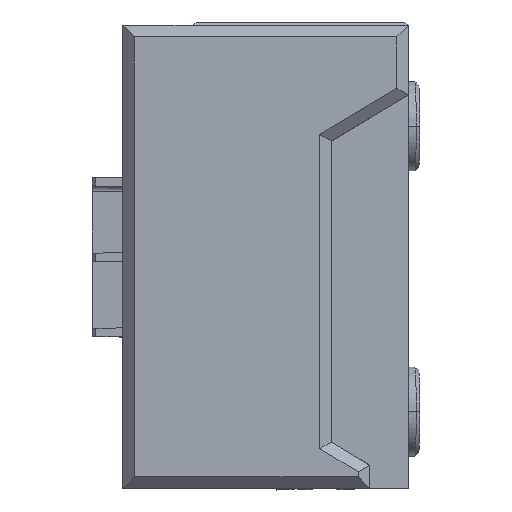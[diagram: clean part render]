
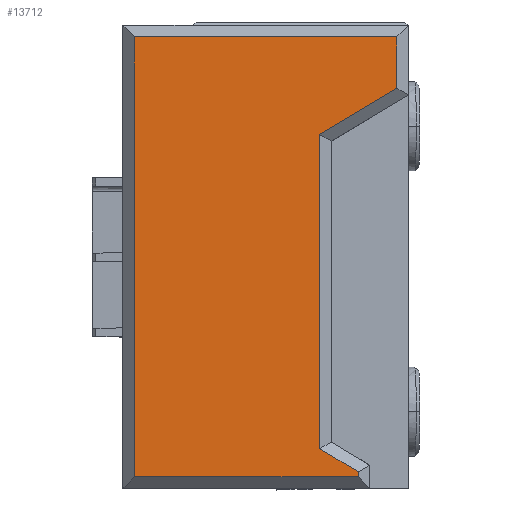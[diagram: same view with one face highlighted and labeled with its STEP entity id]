
A CAD part, top view. The second image highlights one B-rep face of the part: STEP entity #13712.
In plain terms, the highlighted planar face has unit normal (0, 0, 1).
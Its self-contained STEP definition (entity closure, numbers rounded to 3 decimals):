
#84 = LINE ( 'NONE', #5359, #15597 ) ;
#384 = EDGE_LOOP ( 'NONE', ( #10355, #11774, #11691, #11443, #1480, #12936, #3103, #21472 ) ) ;
#1480 = ORIENTED_EDGE ( 'NONE', *, *, #2472, .T. ) ;
#1576 = CARTESIAN_POINT ( 'NONE',  ( 25.5, 45.849, 0. ) ) ;
#2212 = EDGE_CURVE ( 'NONE', #5776, #9545, #84, .T. ) ;
#2352 = EDGE_CURVE ( 'NONE', #16564, #9563, #11225, .T. ) ;
#2472 = EDGE_CURVE ( 'NONE', #18505, #16564, #3034, .T. ) ;
#2712 = CARTESIAN_POINT ( 'NONE',  ( 30.5, 1.5, 0. ) ) ;
#3034 = LINE ( 'NONE', #13632, #7173 ) ;
#3103 = ORIENTED_EDGE ( 'NONE', *, *, #18093, .T. ) ;
#3121 = DIRECTION ( 'NONE',  ( 0., -1., 0. ) ) ;
#3467 = VECTOR ( 'NONE', #18437, 1000. ) ;
#3506 = CARTESIAN_POINT ( 'NONE',  ( 35.5, 58.5, 0. ) ) ;
#3993 = DIRECTION ( 'NONE',  ( 0.857, 0.514, 0. ) ) ;
#4403 = CARTESIAN_POINT ( 'NONE',  ( 32., 1.5, 0. ) ) ;
#4436 = CARTESIAN_POINT ( 'NONE',  ( 25.5, 60., 0. ) ) ;
#4654 = FACE_OUTER_BOUND ( 'NONE', #384, .T. ) ;
#5359 = CARTESIAN_POINT ( 'NONE',  ( 0., 58.5, 0. ) ) ;
#5491 = LINE ( 'NONE', #19849, #21970 ) ;
#5776 = VERTEX_POINT ( 'NONE', #3506 ) ;
#6173 = CARTESIAN_POINT ( 'NONE',  ( 30.5, 60., 0. ) ) ;
#6390 = CARTESIAN_POINT ( 'NONE',  ( 25.5, 5.151, 0. ) ) ;
#6644 = CARTESIAN_POINT ( 'NONE',  ( 1.5, 58.5, 0. ) ) ;
#6957 = DIRECTION ( 'NONE',  ( -0.857, 0.514, 0. ) ) ;
#7173 = VECTOR ( 'NONE', #6957, 1000. ) ;
#7625 = VECTOR ( 'NONE', #11425, 1000. ) ;
#8428 = CARTESIAN_POINT ( 'NONE',  ( 1.5, 60., 0. ) ) ;
#9545 = VERTEX_POINT ( 'NONE', #6644 ) ;
#9563 = VERTEX_POINT ( 'NONE', #1576 ) ;
#10180 = VERTEX_POINT ( 'NONE', #22643 ) ;
#10355 = ORIENTED_EDGE ( 'NONE', *, *, #2212, .T. ) ;
#10938 = VECTOR ( 'NONE', #18348, 1000. ) ;
#11225 = LINE ( 'NONE', #4436, #3467 ) ;
#11425 = DIRECTION ( 'NONE',  ( 1., 0., 0. ) ) ;
#11443 = ORIENTED_EDGE ( 'NONE', *, *, #18180, .T. ) ;
#11680 = DIRECTION ( 'NONE',  ( -1., 0., 0. ) ) ;
#11691 = ORIENTED_EDGE ( 'NONE', *, *, #17249, .T. ) ;
#11774 = ORIENTED_EDGE ( 'NONE', *, *, #12161, .T. ) ;
#12007 = CARTESIAN_POINT ( 'NONE',  ( 30.5, 2.151, 0. ) ) ;
#12022 = DIRECTION ( 'NONE',  ( 0., 0., -1. ) ) ;
#12161 = EDGE_CURVE ( 'NONE', #9545, #10180, #17021, .T. ) ;
#12900 = VECTOR ( 'NONE', #17340, 1000. ) ;
#12936 = ORIENTED_EDGE ( 'NONE', *, *, #2352, .T. ) ;
#13632 = CARTESIAN_POINT ( 'NONE',  ( -17.448, 30.92, 0. ) ) ;
#13676 = VERTEX_POINT ( 'NONE', #17279 ) ;
#13695 = CARTESIAN_POINT ( 'NONE',  ( 35.5, 60., 0. ) ) ;
#13712 = ADVANCED_FACE ( 'NONE', ( #4654 ), #13738, .F. ) ;
#13738 = PLANE ( 'NONE',  #14894 ) ;
#14856 = LINE ( 'NONE', #4403, #7625 ) ;
#14894 = AXIS2_PLACEMENT_3D ( 'NONE', #22133, #12022, #11680 ) ;
#15597 = VECTOR ( 'NONE', #19374, 1000. ) ;
#16564 = VERTEX_POINT ( 'NONE', #6390 ) ;
#16726 = LINE ( 'NONE', #6173, #10938 ) ;
#16897 = LINE ( 'NONE', #13695, #12900 ) ;
#17021 = LINE ( 'NONE', #8428, #18852 ) ;
#17249 = EDGE_CURVE ( 'NONE', #10180, #18263, #14856, .T. ) ;
#17279 = CARTESIAN_POINT ( 'NONE',  ( 35.5, 51.849, 0. ) ) ;
#17340 = DIRECTION ( 'NONE',  ( 0., 1., 0. ) ) ;
#18093 = EDGE_CURVE ( 'NONE', #9563, #13676, #5491, .T. ) ;
#18180 = EDGE_CURVE ( 'NONE', #18263, #18505, #16726, .T. ) ;
#18263 = VERTEX_POINT ( 'NONE', #2712 ) ;
#18348 = DIRECTION ( 'NONE',  ( 0., 1., 0. ) ) ;
#18437 = DIRECTION ( 'NONE',  ( 0., 1., 0. ) ) ;
#18505 = VERTEX_POINT ( 'NONE', #12007 ) ;
#18852 = VECTOR ( 'NONE', #3121, 1000. ) ;
#19374 = DIRECTION ( 'NONE',  ( -1., 0., 0. ) ) ;
#19849 = CARTESIAN_POINT ( 'NONE',  ( 12.993, 38.345, 0. ) ) ;
#21404 = EDGE_CURVE ( 'NONE', #13676, #5776, #16897, .T. ) ;
#21472 = ORIENTED_EDGE ( 'NONE', *, *, #21404, .T. ) ;
#21970 = VECTOR ( 'NONE', #3993, 1000. ) ;
#22133 = CARTESIAN_POINT ( 'NONE',  ( 0., 60., 0. ) ) ;
#22643 = CARTESIAN_POINT ( 'NONE',  ( 1.5, 1.5, 0. ) ) ;
